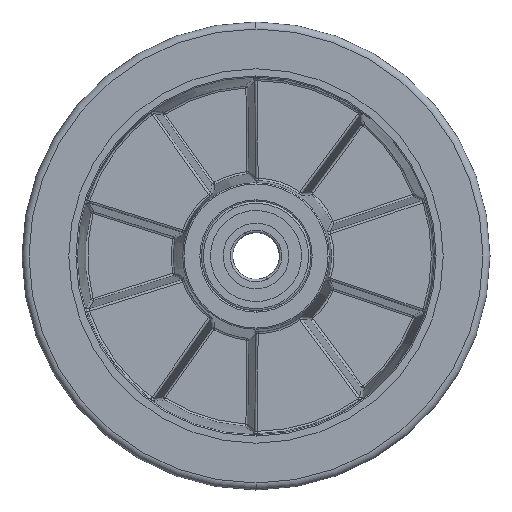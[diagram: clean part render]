
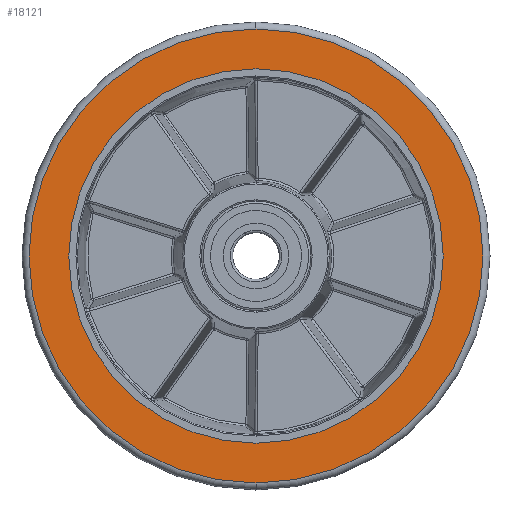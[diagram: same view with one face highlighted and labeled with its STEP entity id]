
A CAD part, left-side view. The second image highlights one B-rep face of the part: STEP entity #18121.
In plain terms, the highlighted planar face has unit normal (-1, 0, 0).
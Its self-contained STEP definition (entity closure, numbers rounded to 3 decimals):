
#1008 = AXIS2_PLACEMENT_3D ( 'NONE', #2400, #2307, #2676 ) ;
#1078 = ORIENTED_EDGE ( 'NONE', *, *, #11565, .T. ) ;
#1243 = EDGE_CURVE ( 'NONE', #4856, #10670, #3379, .T. ) ;
#2255 = ORIENTED_EDGE ( 'NONE', *, *, #1243, .F. ) ;
#2307 = DIRECTION ( 'NONE',  ( -1., 0., 0. ) ) ;
#2324 = FACE_BOUND ( 'NONE', #4602, .T. ) ;
#2400 = CARTESIAN_POINT ( 'NONE',  ( -25., 0., 0. ) ) ;
#2488 = CIRCLE ( 'NONE', #17675, 97. ) ;
#2676 = DIRECTION ( 'NONE',  ( 0., 0., 1. ) ) ;
#3379 = CIRCLE ( 'NONE', #17025, 80. ) ;
#3648 = ORIENTED_EDGE ( 'NONE', *, *, #10534, .F. ) ;
#4602 = EDGE_LOOP ( 'NONE', ( #2255, #3648 ) ) ;
#4735 = CARTESIAN_POINT ( 'NONE',  ( -25., 0., 0. ) ) ;
#4807 = CARTESIAN_POINT ( 'NONE',  ( -25., 0., -80. ) ) ;
#4856 = VERTEX_POINT ( 'NONE', #13417 ) ;
#5333 = ORIENTED_EDGE ( 'NONE', *, *, #17714, .T. ) ;
#5626 = CARTESIAN_POINT ( 'NONE',  ( -25., 80., 0. ) ) ;
#6563 = VERTEX_POINT ( 'NONE', #14772 ) ;
#6796 = DIRECTION ( 'NONE',  ( 1., 0., 0. ) ) ;
#7372 = DIRECTION ( 'NONE',  ( 0., 0., -1. ) ) ;
#7755 = DIRECTION ( 'NONE',  ( -1., 0., 0. ) ) ;
#7761 = EDGE_LOOP ( 'NONE', ( #1078, #5333 ) ) ;
#8524 = PLANE ( 'NONE',  #17808 ) ;
#10129 = DIRECTION ( 'NONE',  ( 0., 0., -1. ) ) ;
#10406 = AXIS2_PLACEMENT_3D ( 'NONE', #11588, #14392, #10129 ) ;
#10534 = EDGE_CURVE ( 'NONE', #10670, #4856, #12450, .T. ) ;
#10670 = VERTEX_POINT ( 'NONE', #4807 ) ;
#11082 = VERTEX_POINT ( 'NONE', #13491 ) ;
#11565 = EDGE_CURVE ( 'NONE', #11082, #6563, #2488, .T. ) ;
#11588 = CARTESIAN_POINT ( 'NONE',  ( -25., 0., 0. ) ) ;
#12441 = DIRECTION ( 'NONE',  ( -1., 0., 0. ) ) ;
#12450 = CIRCLE ( 'NONE', #1008, 80. ) ;
#13417 = CARTESIAN_POINT ( 'NONE',  ( -25., 0., 80. ) ) ;
#13491 = CARTESIAN_POINT ( 'NONE',  ( -25., 0., -97. ) ) ;
#14392 = DIRECTION ( 'NONE',  ( -1., 0., 0. ) ) ;
#14772 = CARTESIAN_POINT ( 'NONE',  ( -25., 0., 97. ) ) ;
#15409 = CARTESIAN_POINT ( 'NONE',  ( -25., 0., 0. ) ) ;
#15794 = DIRECTION ( 'NONE',  ( 0., 0., -1. ) ) ;
#17025 = AXIS2_PLACEMENT_3D ( 'NONE', #15409, #12441, #18400 ) ;
#17675 = AXIS2_PLACEMENT_3D ( 'NONE', #4735, #7755, #7372 ) ;
#17714 = EDGE_CURVE ( 'NONE', #6563, #11082, #18745, .T. ) ;
#17808 = AXIS2_PLACEMENT_3D ( 'NONE', #5626, #6796, #15794 ) ;
#18121 = ADVANCED_FACE ( 'NONE', ( #18613, #2324 ), #8524, .F. ) ;
#18400 = DIRECTION ( 'NONE',  ( 0., 0., 1. ) ) ;
#18613 = FACE_OUTER_BOUND ( 'NONE', #7761, .T. ) ;
#18745 = CIRCLE ( 'NONE', #10406, 97. ) ;
